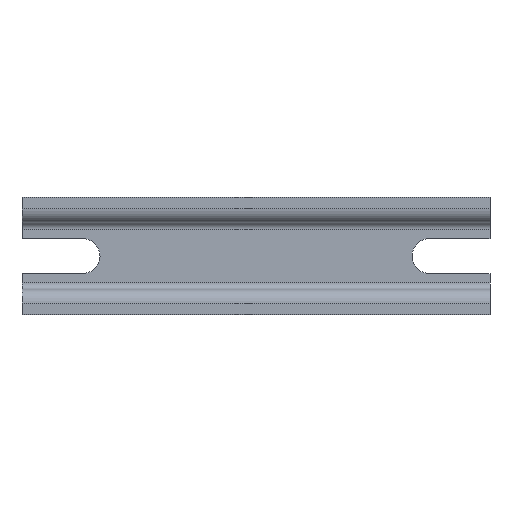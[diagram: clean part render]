
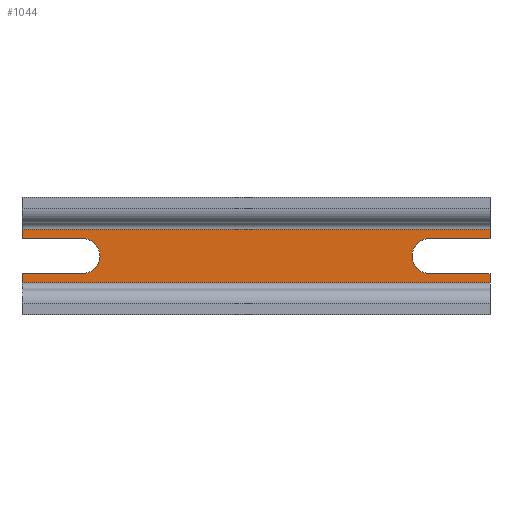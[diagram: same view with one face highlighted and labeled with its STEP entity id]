
A CAD part, top view. The second image highlights one B-rep face of the part: STEP entity #1044.
In plain terms, the highlighted planar face has unit normal (0, 0, 1).
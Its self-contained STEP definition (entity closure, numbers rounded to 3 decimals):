
#756=AXIS2_PLACEMENT_3D('Circle Axis2P3D',#754,#755,$) ;
#858=AXIS2_PLACEMENT_3D('Circle Axis2P3D',#856,#857,$) ;
#1009=AXIS2_PLACEMENT_3D('Plane Axis2P3D',#1006,#1007,#1008) ;
#498=CARTESIAN_POINT('Vertex',(60.,10.95,1.)) ;
#524=CARTESIAN_POINT('Vertex',(0.,10.95,1.)) ;
#657=CARTESIAN_POINT('Line Origine',(30.,10.95,1.)) ;
#675=CARTESIAN_POINT('Vertex',(60.,5.25,1.)) ;
#678=CARTESIAN_POINT('Line Origine',(60.,4.65,1.)) ;
#682=CARTESIAN_POINT('Vertex',(60.,4.05,1.)) ;
#720=CARTESIAN_POINT('Vertex',(52.25,5.25,1.)) ;
#723=CARTESIAN_POINT('Line Origine',(56.125,5.25,1.)) ;
#751=CARTESIAN_POINT('Vertex',(52.25,9.75,1.)) ;
#754=CARTESIAN_POINT('Axis2P3D Location',(52.25,7.5,1.)) ;
#782=CARTESIAN_POINT('Vertex',(60.,9.75,1.)) ;
#785=CARTESIAN_POINT('Line Origine',(56.125,9.75,1.)) ;
#815=CARTESIAN_POINT('Vertex',(7.75,9.75,1.)) ;
#818=CARTESIAN_POINT('Line Origine',(3.875,9.75,1.)) ;
#822=CARTESIAN_POINT('Vertex',(0.,9.75,1.)) ;
#853=CARTESIAN_POINT('Vertex',(7.75,5.25,1.)) ;
#856=CARTESIAN_POINT('Axis2P3D Location',(7.75,7.5,1.)) ;
#868=CARTESIAN_POINT('Line Origine',(0.,10.35,1.)) ;
#890=CARTESIAN_POINT('Line Origine',(60.,10.35,1.)) ;
#1006=CARTESIAN_POINT('Axis2P3D Location',(0.,0.,1.)) ;
#1011=CARTESIAN_POINT('Line Origine',(30.,5.25,1.)) ;
#1015=CARTESIAN_POINT('Vertex',(0.,5.25,1.)) ;
#1018=CARTESIAN_POINT('Line Origine',(0.,7.5,1.)) ;
#1022=CARTESIAN_POINT('Vertex',(0.,4.05,1.)) ;
#1025=CARTESIAN_POINT('Line Origine',(30.,4.05,1.)) ;
#658=DIRECTION('Vector Direction',(1.,0.,0.)) ;
#679=DIRECTION('Vector Direction',(0.,1.,0.)) ;
#724=DIRECTION('Vector Direction',(-1.,0.,0.)) ;
#755=DIRECTION('Axis2P3D Direction',(0.,-0.,1.)) ;
#786=DIRECTION('Vector Direction',(1.,0.,0.)) ;
#819=DIRECTION('Vector Direction',(-1.,0.,0.)) ;
#857=DIRECTION('Axis2P3D Direction',(0.,-0.,1.)) ;
#869=DIRECTION('Vector Direction',(0.,-1.,0.)) ;
#891=DIRECTION('Vector Direction',(0.,1.,0.)) ;
#1007=DIRECTION('Axis2P3D Direction',(0.,-0.,1.)) ;
#1008=DIRECTION('Axis2P3D XDirection',(1.,0.,0.)) ;
#1012=DIRECTION('Vector Direction',(1.,0.,0.)) ;
#1019=DIRECTION('Vector Direction',(0.,1.,0.)) ;
#1026=DIRECTION('Vector Direction',(1.,0.,0.)) ;
#659=VECTOR('Line Direction',#658,1.) ;
#680=VECTOR('Line Direction',#679,1.) ;
#725=VECTOR('Line Direction',#724,1.) ;
#787=VECTOR('Line Direction',#786,1.) ;
#820=VECTOR('Line Direction',#819,1.) ;
#870=VECTOR('Line Direction',#869,1.) ;
#892=VECTOR('Line Direction',#891,1.) ;
#1013=VECTOR('Line Direction',#1012,1.) ;
#1020=VECTOR('Line Direction',#1019,1.) ;
#1027=VECTOR('Line Direction',#1026,1.) ;
#1031=ORIENTED_EDGE('',*,*,#872,.T.) ;
#1032=ORIENTED_EDGE('',*,*,#824,.F.) ;
#1033=ORIENTED_EDGE('',*,*,#860,.F.) ;
#1034=ORIENTED_EDGE('',*,*,#1017,.F.) ;
#1035=ORIENTED_EDGE('',*,*,#1024,.T.) ;
#1036=ORIENTED_EDGE('',*,*,#1029,.T.) ;
#1037=ORIENTED_EDGE('',*,*,#684,.T.) ;
#1038=ORIENTED_EDGE('',*,*,#727,.T.) ;
#1039=ORIENTED_EDGE('',*,*,#758,.F.) ;
#1040=ORIENTED_EDGE('',*,*,#789,.T.) ;
#1041=ORIENTED_EDGE('',*,*,#894,.T.) ;
#1042=ORIENTED_EDGE('',*,*,#661,.F.) ;
#1044=ADVANCED_FACE('Hauptk\X2\00F6\X0\rper',(#1043),#1010,.T.) ;
#757=CIRCLE('generated circle',#756,2.25) ;
#859=CIRCLE('generated circle',#858,2.25) ;
#661=EDGE_CURVE('',#525,#499,#660,.T.) ;
#684=EDGE_CURVE('',#683,#676,#681,.T.) ;
#727=EDGE_CURVE('',#676,#721,#726,.T.) ;
#758=EDGE_CURVE('',#752,#721,#757,.T.) ;
#789=EDGE_CURVE('',#752,#783,#788,.T.) ;
#824=EDGE_CURVE('',#816,#823,#821,.T.) ;
#860=EDGE_CURVE('',#854,#816,#859,.T.) ;
#872=EDGE_CURVE('',#525,#823,#871,.T.) ;
#894=EDGE_CURVE('',#783,#499,#893,.T.) ;
#1017=EDGE_CURVE('',#1016,#854,#1014,.T.) ;
#1024=EDGE_CURVE('',#1016,#1023,#1021,.F.) ;
#1029=EDGE_CURVE('',#1023,#683,#1028,.T.) ;
#1030=EDGE_LOOP('',(#1031,#1032,#1033,#1034,#1035,#1036,#1037,#1038,#1039,#1040,#1041,#1042)) ;
#1043=FACE_OUTER_BOUND('',#1030,.T.) ;
#660=LINE('Line',#657,#659) ;
#681=LINE('Line',#678,#680) ;
#726=LINE('Line',#723,#725) ;
#788=LINE('Line',#785,#787) ;
#821=LINE('Line',#818,#820) ;
#871=LINE('Line',#868,#870) ;
#893=LINE('Line',#890,#892) ;
#1014=LINE('Line',#1011,#1013) ;
#1021=LINE('Line',#1018,#1020) ;
#1028=LINE('Line',#1025,#1027) ;
#1010=PLANE('',#1009) ;
#499=VERTEX_POINT('',#498) ;
#525=VERTEX_POINT('',#524) ;
#676=VERTEX_POINT('',#675) ;
#683=VERTEX_POINT('',#682) ;
#721=VERTEX_POINT('',#720) ;
#752=VERTEX_POINT('',#751) ;
#783=VERTEX_POINT('',#782) ;
#816=VERTEX_POINT('',#815) ;
#823=VERTEX_POINT('',#822) ;
#854=VERTEX_POINT('',#853) ;
#1016=VERTEX_POINT('',#1015) ;
#1023=VERTEX_POINT('',#1022) ;
